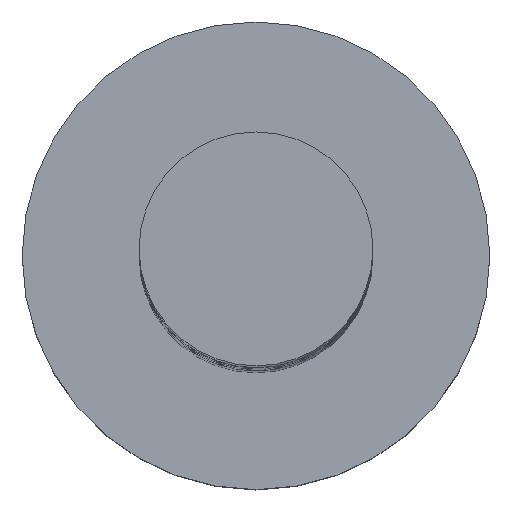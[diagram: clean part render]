
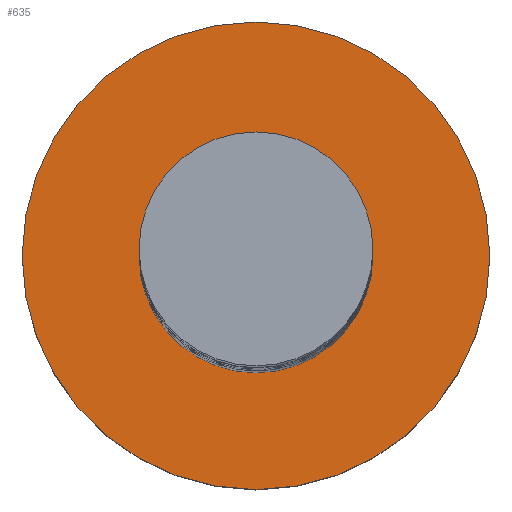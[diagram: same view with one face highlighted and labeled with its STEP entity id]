
A CAD part, top view. The second image highlights one B-rep face of the part: STEP entity #635.
In plain terms, the highlighted planar face has unit normal (0, 0, 1).
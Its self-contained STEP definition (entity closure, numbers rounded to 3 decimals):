
#13 = CIRCLE ( 'NONE', #908, 3. ) ;
#47 = EDGE_LOOP ( 'NONE', ( #583, #155 ) ) ;
#118 = DIRECTION ( 'NONE',  ( 0., 0., 1. ) ) ;
#146 = CARTESIAN_POINT ( 'NONE',  ( 0., 0., 5. ) ) ;
#155 = ORIENTED_EDGE ( 'NONE', *, *, #1185, .F. ) ;
#185 = CIRCLE ( 'NONE', #1518, 6. ) ;
#358 = CARTESIAN_POINT ( 'NONE',  ( 0., 0., 5. ) ) ;
#399 = AXIS2_PLACEMENT_3D ( 'NONE', #837, #830, #1430 ) ;
#497 = CARTESIAN_POINT ( 'NONE',  ( -3., 0., 5. ) ) ;
#508 = DIRECTION ( 'NONE',  ( 1., 0., 0. ) ) ;
#510 = DIRECTION ( 'NONE',  ( 1., 0., 0. ) ) ;
#527 = ORIENTED_EDGE ( 'NONE', *, *, #586, .T. ) ;
#583 = ORIENTED_EDGE ( 'NONE', *, *, #1114, .F. ) ;
#586 = EDGE_CURVE ( 'NONE', #980, #949, #1031, .T. ) ;
#612 = DIRECTION ( 'NONE',  ( 1., 0., 0. ) ) ;
#621 = DIRECTION ( 'NONE',  ( 0., 0., 1. ) ) ;
#635 = ADVANCED_FACE ( 'NONE', ( #1096, #1232 ), #1487, .T. ) ;
#749 = CARTESIAN_POINT ( 'NONE',  ( 0., 0., 5. ) ) ;
#787 = AXIS2_PLACEMENT_3D ( 'NONE', #146, #621, #510 ) ;
#797 = ORIENTED_EDGE ( 'NONE', *, *, #894, .T. ) ;
#811 = AXIS2_PLACEMENT_3D ( 'NONE', #749, #118, #508 ) ;
#830 = DIRECTION ( 'NONE',  ( 0., 0., 1. ) ) ;
#837 = CARTESIAN_POINT ( 'NONE',  ( 0., 0., 5. ) ) ;
#894 = EDGE_CURVE ( 'NONE', #949, #980, #185, .T. ) ;
#908 = AXIS2_PLACEMENT_3D ( 'NONE', #1102, #1085, #612 ) ;
#949 = VERTEX_POINT ( 'NONE', #1057 ) ;
#980 = VERTEX_POINT ( 'NONE', #1072 ) ;
#1031 = CIRCLE ( 'NONE', #399, 6. ) ;
#1057 = CARTESIAN_POINT ( 'NONE',  ( -6., 0., 5. ) ) ;
#1072 = CARTESIAN_POINT ( 'NONE',  ( 6., 0., 5. ) ) ;
#1085 = DIRECTION ( 'NONE',  ( 0., 0., 1. ) ) ;
#1096 = FACE_BOUND ( 'NONE', #47, .T. ) ;
#1098 = VERTEX_POINT ( 'NONE', #497 ) ;
#1102 = CARTESIAN_POINT ( 'NONE',  ( 0., 0., 5. ) ) ;
#1114 = EDGE_CURVE ( 'NONE', #1098, #1353, #1188, .T. ) ;
#1149 = EDGE_LOOP ( 'NONE', ( #797, #527 ) ) ;
#1172 = DIRECTION ( 'NONE',  ( 0., 0., 1. ) ) ;
#1185 = EDGE_CURVE ( 'NONE', #1353, #1098, #13, .T. ) ;
#1188 = CIRCLE ( 'NONE', #811, 3. ) ;
#1232 = FACE_OUTER_BOUND ( 'NONE', #1149, .T. ) ;
#1253 = CARTESIAN_POINT ( 'NONE',  ( 3., 0., 5. ) ) ;
#1353 = VERTEX_POINT ( 'NONE', #1253 ) ;
#1430 = DIRECTION ( 'NONE',  ( 1., 0., 0. ) ) ;
#1487 = PLANE ( 'NONE',  #787 ) ;
#1518 = AXIS2_PLACEMENT_3D ( 'NONE', #358, #1172, #1535 ) ;
#1535 = DIRECTION ( 'NONE',  ( 1., 0., 0. ) ) ;
